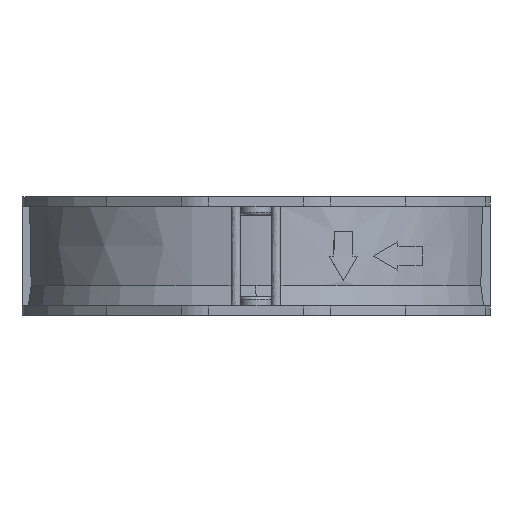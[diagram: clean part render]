
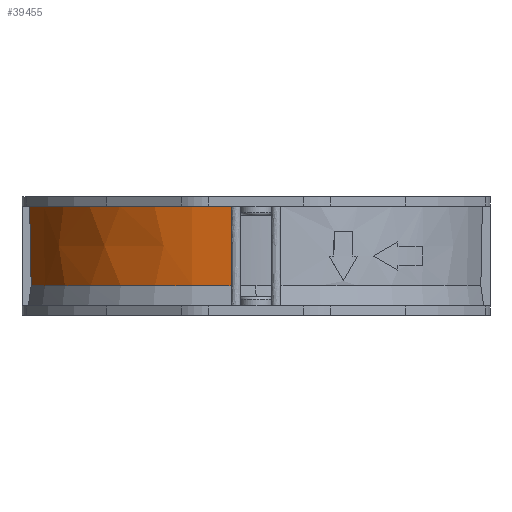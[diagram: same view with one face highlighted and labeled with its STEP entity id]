
A CAD part, left-side view. The second image highlights one B-rep face of the part: STEP entity #39455.
In plain terms, the highlighted conical face has half-angle 1.04 degrees and reference radius 74.787 mm.
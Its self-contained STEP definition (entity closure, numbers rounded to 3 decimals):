
#818 = ORIENTED_EDGE ( 'NONE', *, *, #27311, .T. ) ;
#1529 = VERTEX_POINT ( 'NONE', #34971 ) ;
#3344 = FACE_OUTER_BOUND ( 'NONE', #37748, .T. ) ;
#3840 = AXIS2_PLACEMENT_3D ( 'NONE', #37288, #16326, #10440 ) ;
#5844 = CARTESIAN_POINT ( 'NONE',  ( -20., 72.223, -19.581 ) ) ;
#6625 = CARTESIAN_POINT ( 'NONE',  ( -20., 72.383, -11.08 ) ) ;
#8053 = CARTESIAN_POINT ( 'NONE',  ( -20., 72.063, -28.081 ) ) ;
#8516 = CARTESIAN_POINT ( 'NONE',  ( -74.513, 8., -19.581 ) ) ;
#10440 = DIRECTION ( 'NONE',  ( 1., 0., 0. ) ) ;
#12396 = CARTESIAN_POINT ( 'NONE',  ( -74.824, 8., -2.58 ) ) ;
#14376 = CONICAL_SURFACE ( 'NONE', #3840, 74.787, 0.018 ) ;
#14448 = DIRECTION ( 'NONE',  ( 0., 0., 1. ) ) ;
#14557 = CARTESIAN_POINT ( 'NONE',  ( -74.358, 8., -28.081 ) ) ;
#15653 = B_SPLINE_CURVE_WITH_KNOTS ( 'NONE', 3,
 ( #14557, #8516, #36183, #18621 ),
 .UNSPECIFIED., .F., .F.,
 ( 4, 4 ),
 ( 0., 1. ),
 .UNSPECIFIED. ) ;
#16326 = DIRECTION ( 'NONE',  ( 0., 0., 1. ) ) ;
#16936 = ORIENTED_EDGE ( 'NONE', *, *, #28167, .T. ) ;
#17663 = DIRECTION ( 'NONE',  ( 1., 0., 0. ) ) ;
#18480 = AXIS2_PLACEMENT_3D ( 'NONE', #19620, #22452, #31521 ) ;
#18621 = CARTESIAN_POINT ( 'NONE',  ( -74.824, 8., -2.58 ) ) ;
#19620 = CARTESIAN_POINT ( 'NONE',  ( 0., 0., -28.081 ) ) ;
#20244 = VERTEX_POINT ( 'NONE', #8053 ) ;
#21200 = CARTESIAN_POINT ( 'NONE',  ( -20., 72.063, -28.081 ) ) ;
#21964 = VERTEX_POINT ( 'NONE', #12396 ) ;
#22397 = ORIENTED_EDGE ( 'NONE', *, *, #29688, .F. ) ;
#22452 = DIRECTION ( 'NONE',  ( 0., 0., 1. ) ) ;
#22664 = B_SPLINE_CURVE_WITH_KNOTS ( 'NONE', 3,
 ( #21200, #5844, #6625, #34173 ),
 .UNSPECIFIED., .F., .F.,
 ( 4, 4 ),
 ( 0., 1. ),
 .UNSPECIFIED. ) ;
#25874 = CIRCLE ( 'NONE', #18480, 74.787 ) ;
#26857 = CARTESIAN_POINT ( 'NONE',  ( -74.358, 8., -28.081 ) ) ;
#27311 = EDGE_CURVE ( 'NONE', #39035, #21964, #15653, .T. ) ;
#28167 = EDGE_CURVE ( 'NONE', #20244, #39035, #25874, .T. ) ;
#29688 = EDGE_CURVE ( 'NONE', #1529, #21964, #30471, .T. ) ;
#30010 = ORIENTED_EDGE ( 'NONE', *, *, #31513, .F. ) ;
#30471 = CIRCLE ( 'NONE', #36128, 75.25 ) ;
#31513 = EDGE_CURVE ( 'NONE', #20244, #1529, #22664, .T. ) ;
#31521 = DIRECTION ( 'NONE',  ( 1., 0., 0. ) ) ;
#34173 = CARTESIAN_POINT ( 'NONE',  ( -20., 72.544, -2.58 ) ) ;
#34971 = CARTESIAN_POINT ( 'NONE',  ( -20., 72.544, -2.58 ) ) ;
#35815 = CARTESIAN_POINT ( 'NONE',  ( 0., 0., -2.58 ) ) ;
#36128 = AXIS2_PLACEMENT_3D ( 'NONE', #35815, #14448, #17663 ) ;
#36183 = CARTESIAN_POINT ( 'NONE',  ( -74.668, 8., -11.08 ) ) ;
#37288 = CARTESIAN_POINT ( 'NONE',  ( 0., 0., -28.081 ) ) ;
#37748 = EDGE_LOOP ( 'NONE', ( #30010, #16936, #818, #22397 ) ) ;
#39035 = VERTEX_POINT ( 'NONE', #26857 ) ;
#39455 = ADVANCED_FACE ( 'NONE', ( #3344 ), #14376, .T. ) ;
